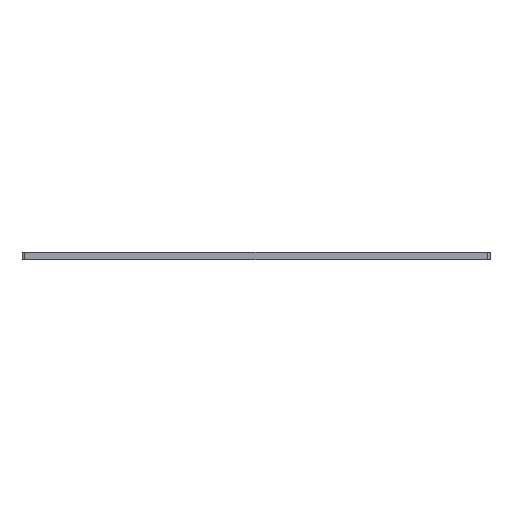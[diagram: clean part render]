
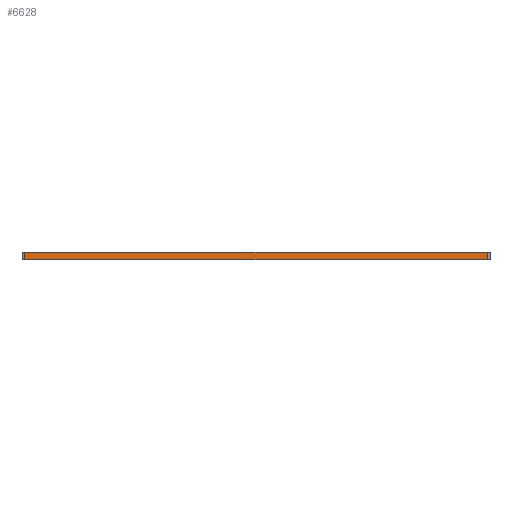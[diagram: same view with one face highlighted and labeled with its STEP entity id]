
A CAD part, front view. The second image highlights one B-rep face of the part: STEP entity #6628.
In plain terms, the highlighted planar face has unit normal (0, -1, 0).
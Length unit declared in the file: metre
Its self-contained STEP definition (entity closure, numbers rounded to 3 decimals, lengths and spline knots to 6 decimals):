
#90 = DIRECTION ( 'NONE',  ( 1., 0., 0. ) ) ;
#1471 = EDGE_LOOP ( 'NONE', ( #7811, #14309, #8288, #14715 ) ) ;
#1777 = CARTESIAN_POINT ( 'NONE',  ( -0.0034, -0.017, 0.001575 ) ) ;
#2386 = CARTESIAN_POINT ( 'NONE',  ( -0.0034, -0.017, 0. ) ) ;
#4785 = CARTESIAN_POINT ( 'NONE',  ( -0.0034, -0.017, 0. ) ) ;
#5094 = CARTESIAN_POINT ( 'NONE',  ( -0.0034, -0.017, 0.001575 ) ) ;
#6628 = ADVANCED_FACE ( 'NONE', ( #17152 ), #7649, .T. ) ;
#6946 = VERTEX_POINT ( 'NONE', #10168 ) ;
#7221 = VECTOR ( 'NONE', #20237, 1. ) ;
#7229 = EDGE_CURVE ( 'NONE', #15932, #17739, #9620, .T. ) ;
#7649 = PLANE ( 'NONE',  #12882 ) ;
#7737 = CARTESIAN_POINT ( 'NONE',  ( 0.0954, -0.017, 0.001575 ) ) ;
#7811 = ORIENTED_EDGE ( 'NONE', *, *, #19733, .T. ) ;
#7938 = DIRECTION ( 'NONE',  ( 0., 0., 1. ) ) ;
#8288 = ORIENTED_EDGE ( 'NONE', *, *, #16739, .F. ) ;
#9620 = LINE ( 'NONE', #16063, #11222 ) ;
#9774 = LINE ( 'NONE', #1777, #18639 ) ;
#9987 = DIRECTION ( 'NONE',  ( 0., 0., 1. ) ) ;
#10168 = CARTESIAN_POINT ( 'NONE',  ( 0.0954, -0.017, 0. ) ) ;
#11222 = VECTOR ( 'NONE', #7938, 1. ) ;
#12882 = AXIS2_PLACEMENT_3D ( 'NONE', #2386, #15345, #18632 ) ;
#13356 = LINE ( 'NONE', #16650, #19685 ) ;
#13786 = CARTESIAN_POINT ( 'NONE',  ( -0.0034, -0.017, 0. ) ) ;
#14309 = ORIENTED_EDGE ( 'NONE', *, *, #20027, .T. ) ;
#14699 = VERTEX_POINT ( 'NONE', #7737 ) ;
#14715 = ORIENTED_EDGE ( 'NONE', *, *, #7229, .F. ) ;
#15345 = DIRECTION ( 'NONE',  ( 0., -1., 0. ) ) ;
#15483 = LINE ( 'NONE', #13786, #7221 ) ;
#15932 = VERTEX_POINT ( 'NONE', #4785 ) ;
#16063 = CARTESIAN_POINT ( 'NONE',  ( -0.0034, -0.017, 0. ) ) ;
#16650 = CARTESIAN_POINT ( 'NONE',  ( 0.0954, -0.017, 0. ) ) ;
#16739 = EDGE_CURVE ( 'NONE', #17739, #14699, #9774, .T. ) ;
#17152 = FACE_OUTER_BOUND ( 'NONE', #1471, .T. ) ;
#17739 = VERTEX_POINT ( 'NONE', #5094 ) ;
#18632 = DIRECTION ( 'NONE',  ( 0., 0., -1. ) ) ;
#18639 = VECTOR ( 'NONE', #90, 1. ) ;
#19685 = VECTOR ( 'NONE', #9987, 1. ) ;
#19733 = EDGE_CURVE ( 'NONE', #15932, #6946, #15483, .T. ) ;
#20027 = EDGE_CURVE ( 'NONE', #6946, #14699, #13356, .T. ) ;
#20237 = DIRECTION ( 'NONE',  ( 1., 0., 0. ) ) ;
